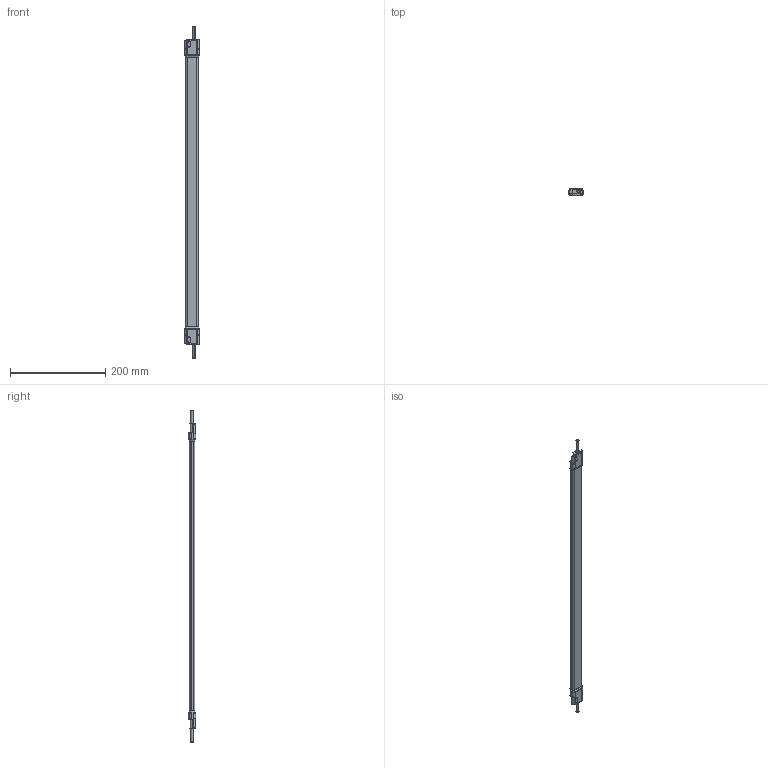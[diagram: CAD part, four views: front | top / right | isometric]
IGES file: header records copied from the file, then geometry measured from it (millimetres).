
Start section:  PTC IGES file: 197995_sm01.igs
Global section: file name: 197995_sm01.igs; native system: Creo Parametric by PTC Inc.; preprocessor: 2019292; author: PDMAdmin; organization: Unknown; date: 20220614.133232; units: millimetre
Bounding box: 30.6 x 15.57 x 697.12 mm (x, y, z)
Volume: 174115.5 mm3; surface area: 187921.3 mm2
Topology: 1 solids, 2 shells, 404 faces, 2018 edges, 2548 vertices
Faces by surface type: revolution 238, bspline 166
